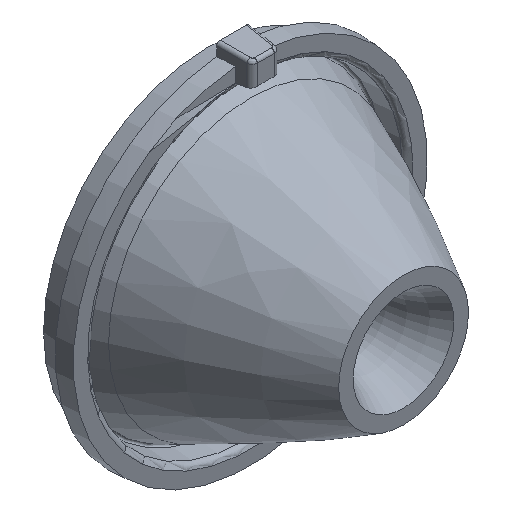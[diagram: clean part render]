
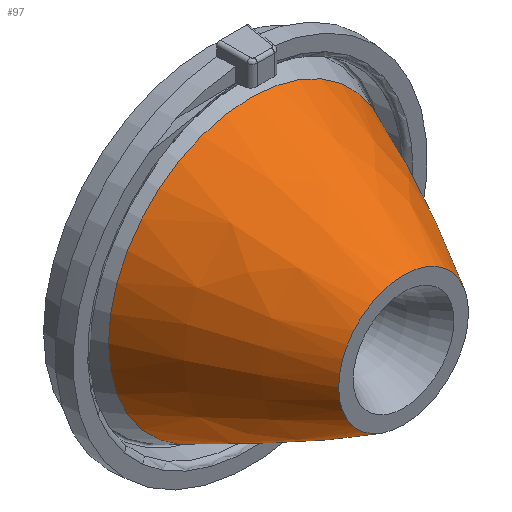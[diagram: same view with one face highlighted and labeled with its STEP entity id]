
A CAD part, isometric view. The second image highlights one B-rep face of the part: STEP entity #97.
In plain terms, the highlighted free-form (B-spline) face has degree [3, 3] with [4, 7] control points.
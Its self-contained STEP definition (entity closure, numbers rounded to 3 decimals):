
#97=ADVANCED_FACE('',(#128,#129),#130,.T.);
#128=FACE_OUTER_BOUND('',#313,.T.);
#129=FACE_OUTER_BOUND('',#314,.T.);
#130=(B_SPLINE_SURFACE(3,3,((#316,#317,#318,#319,#320,#321,#322),(#323,#324,#325,#326,#327,#328,#329),(#330,#331,#332,#333,#334,#335,#336),(#337,#338,#339,#340,#341,#342,#343)),.UNSPECIFIED.,.F.,.T.,.F.)B_SPLINE_SURFACE_WITH_KNOTS((4,4),(4,3,4),(0.0,6.283),(0.383,0.465,0.546),.UNSPECIFIED.)RATIONAL_B_SPLINE_SURFACE(((1.0,0.333,0.333,1.0,0.333,0.333,1.0),(0.998,0.333,0.333,0.998,0.333,0.333,0.998),(0.998,0.333,0.333,0.998,0.333,0.333,0.998),(1.0,0.333,0.333,1.0,0.333,0.333,1.0)))BOUNDED_SURFACE()REPRESENTATION_ITEM('')GEOMETRIC_REPRESENTATION_ITEM()SURFACE());
#313=EDGE_LOOP('',(#494));
#314=EDGE_LOOP('',(#495));
#316=CARTESIAN_POINT('',(0.,0.,5.955));
#317=CARTESIAN_POINT('',(-11.91,0.,5.955));
#318=CARTESIAN_POINT('',(-11.91,0.,-5.955));
#319=CARTESIAN_POINT('',(0.,0.,-5.955));
#320=CARTESIAN_POINT('',(11.91,0.,-5.955));
#321=CARTESIAN_POINT('',(11.91,0.,5.955));
#322=CARTESIAN_POINT('',(0.,0.,5.955));
#323=CARTESIAN_POINT('',(0.,4.49,8.684));
#324=CARTESIAN_POINT('',(-17.368,4.49,8.684));
#325=CARTESIAN_POINT('',(-17.368,4.49,-8.684));
#326=CARTESIAN_POINT('',(0.,4.49,-8.684));
#327=CARTESIAN_POINT('',(17.368,4.49,-8.684));
#328=CARTESIAN_POINT('',(17.368,4.49,8.684));
#329=CARTESIAN_POINT('',(0.,4.49,8.684));
#330=CARTESIAN_POINT('',(0.,9.187,11.039));
#331=CARTESIAN_POINT('',(-22.077,9.187,11.039));
#332=CARTESIAN_POINT('',(-22.077,9.187,-11.039));
#333=CARTESIAN_POINT('',(0.,9.187,-11.039));
#334=CARTESIAN_POINT('',(22.077,9.187,-11.039));
#335=CARTESIAN_POINT('',(22.077,9.187,11.039));
#336=CARTESIAN_POINT('',(0.,9.187,11.039));
#337=CARTESIAN_POINT('',(0.,14.06,13.003));
#338=CARTESIAN_POINT('',(-26.007,14.06,13.003));
#339=CARTESIAN_POINT('',(-26.007,14.06,-13.003));
#340=CARTESIAN_POINT('',(0.,14.06,-13.003));
#341=CARTESIAN_POINT('',(26.007,14.06,-13.003));
#342=CARTESIAN_POINT('',(26.007,14.06,13.003));
#343=CARTESIAN_POINT('',(0.,14.06,13.003));
#494=ORIENTED_EDGE('',*,*,#643,.T.);
#495=ORIENTED_EDGE('',*,*,#644,.F.);
#643=EDGE_CURVE('',#703,#703,#704,.T.);
#644=EDGE_CURVE('',#705,#705,#706,.T.);
#703=VERTEX_POINT('',#791);
#704=CIRCLE('',#792,13.003);
#705=VERTEX_POINT('',#793);
#706=CIRCLE('',#794,5.955);
#791=CARTESIAN_POINT('',(0.,14.06,13.003));
#792=AXIS2_PLACEMENT_3D('',#897,#898,#899);
#793=CARTESIAN_POINT('',(0.,0.,5.955));
#794=AXIS2_PLACEMENT_3D('',#900,#901,#902);
#897=CARTESIAN_POINT('',(0.0,14.06,0.0));
#898=DIRECTION('',(0.0,-1.0,0.0));
#899=DIRECTION('',(0.,0.0,1.0));
#900=CARTESIAN_POINT('',(0.0,0.,0.0));
#901=DIRECTION('',(0.0,-1.0,0.0));
#902=DIRECTION('',(0.,0.0,1.0));
